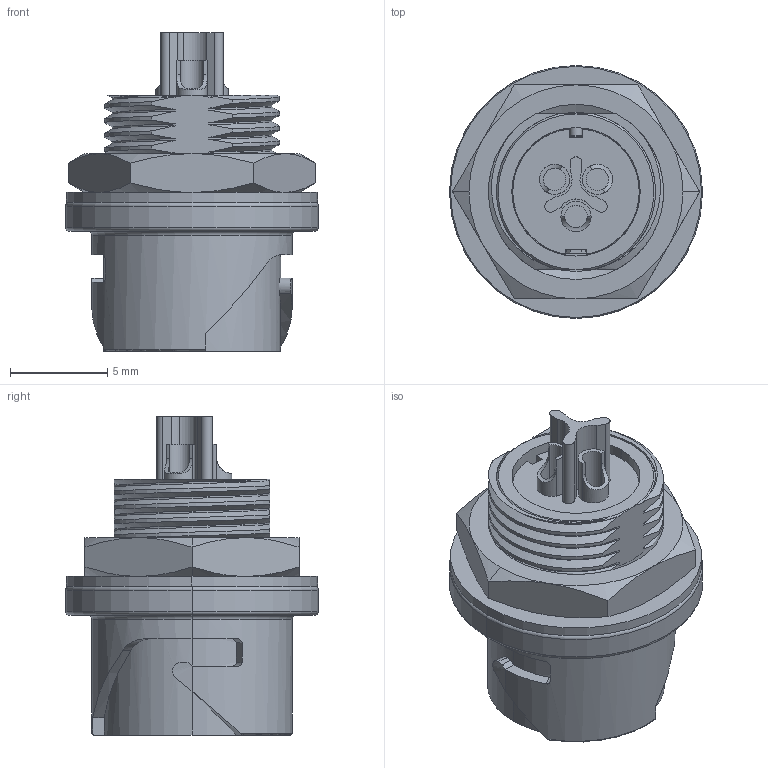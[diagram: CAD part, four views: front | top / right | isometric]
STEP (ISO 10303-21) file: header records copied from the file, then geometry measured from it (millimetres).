
FILE_DESCRIPTION(('OneSpaceDesigner STEP Export'),'2;1');
FILE_NAME('LF07WBR-3P.stp','2007-09-29T15:03:50',(''),(''),'OneSpace Designer STEP processor for AP214 (Solid Model)','OneSpace Modeling 15.00A 14-Mar-2007 (C) CoCreate Software GmbH','');
FILE_SCHEMA(('AUTOMOTIVE_DESIGN { 1 0 10303 214 1 1 1 1 }'));
Length unit declared in the file: millimetre
Products named in the file (4): Zpibg; RVF; gD[XbV[; LF07WBR-3P
Assembly tree (3 placements, depth 2):
  LF07WBR-3P
    gD[XbV[
    RVF
    Zpibg
Bounding box: 13 x 13 x 16.35 mm (x, y, z)
Volume: 780 mm3; surface area: 1607.2 mm2
Topology: 3 solids, 3 shells, 297 faces, 809 edges, 515 vertices
Faces by surface type: cylinder 121, plane 88, cone 36, bspline 34, torus 12, sphere 6
Entity records: 12976 total; most frequent: CARTESIAN_POINT 6844, ORIENTED_EDGE 1606, DIRECTION 830, EDGE_CURVE 803, VERTEX_POINT 515, EDGE_LOOP 314, FACE_OUTER_BOUND 297, ADVANCED_FACE 297
